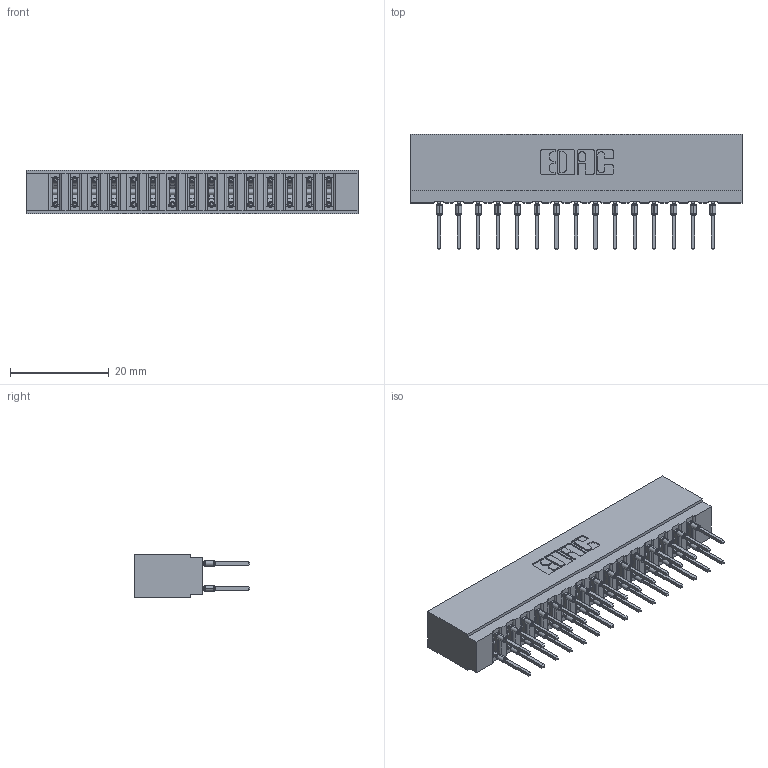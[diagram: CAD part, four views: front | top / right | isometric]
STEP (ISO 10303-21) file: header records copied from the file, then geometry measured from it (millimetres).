
FILE_DESCRIPTION (( 'STEP AP203' ), '1' );
FILE_NAME ('717-030-522-201.STEP', '2026-02-20T17:31:52', ( '' ), ( '' ), 'SwSTEP 2.0', 'SolidWorks 2023', '' );
FILE_SCHEMA (( 'CONFIG_CONTROL_DESIGN' ));
Length unit declared in the file: millimetre
Products named in the file (3): 745-292-001_522; 717-030-522-201; 717 Part_Insulator Option - 06
Assembly tree (31 placements, depth 2):
  717-030-522-201
    717 Part_Insulator Option - 06
    745-292-001_522  x30
Bounding box: 67.31 x 23.48 x 8.89 mm (x, y, z)
Volume: 5975.7 mm3; surface area: 8897.4 mm2
Topology: 31 solids, 31 shells, 2794 faces, 7511 edges, 4726 vertices
Faces by surface type: plane 1449, bspline 600, cylinder 565, torus 180
Entity records: 29365 total; most frequent: CARTESIAN_POINT 5607, ORIENTED_EDGE 4988, DIRECTION 4380, EDGE_CURVE 2494, LINE 2222, VECTOR 2222, VERTEX_POINT 1594, AXIS2_PLACEMENT_3D 1079
